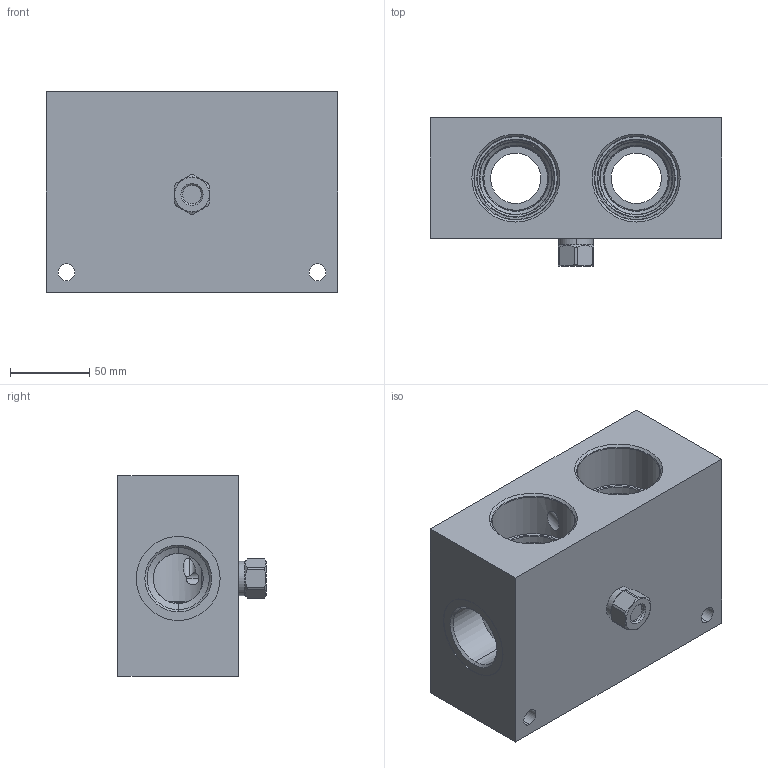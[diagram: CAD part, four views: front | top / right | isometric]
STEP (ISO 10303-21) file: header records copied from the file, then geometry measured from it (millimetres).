
FILE_DESCRIPTION((''),'2;1');
FILE_NAME('YNY_ASM','2023-11-08T',('ProEService'),(''),'PRO/ENGINEER BY PARAMETRIC TECHNOLOGY CORPORATION, 2014200','PRO/ENGINEER BY PARAMETRIC TECHNOLOGY CORPORATION, 2014200','');
FILE_SCHEMA(('CONFIG_CONTROL_DESIGN'));
Length unit declared in the file: inch
Products named in the file (3): 152-825-006; CSAABXN; YNY_ASM
Assembly tree (2 placements, depth 2):
  YNY_ASM
    152-825-006
    CSAABXN
Bounding box: 184.15 x 93.68 x 127 mm (x, y, z)
Volume: 1275142.1 mm3; surface area: 146562.5 mm2
Topology: 3 solids, 5 shells, 309 faces, 938 edges, 753 vertices
Faces by surface type: cylinder 136, cone 85, plane 46, torus 36, revolution 6
Entity records: 11828 total; most frequent: CARTESIAN_POINT 3365, DIRECTION 1874, ORIENTED_EDGE 1428, EDGE_CURVE 714, AXIS2_PLACEMENT_3D 704, VECTOR 460, LINE 460, VERTEX_POINT 431
